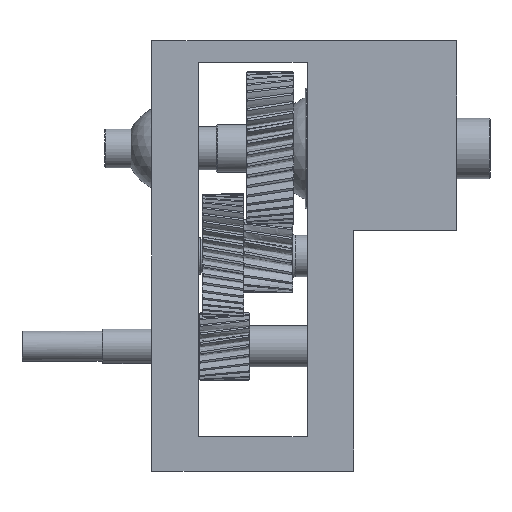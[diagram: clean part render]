
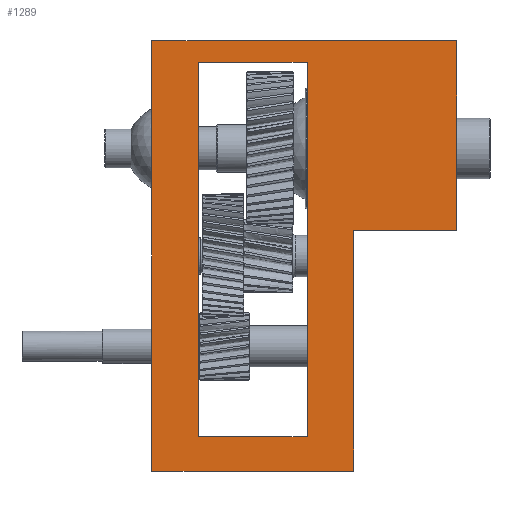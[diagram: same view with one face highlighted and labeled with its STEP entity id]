
A CAD part, front view. The second image highlights one B-rep face of the part: STEP entity #1289.
In plain terms, the highlighted planar face has unit normal (0, -1, 0).
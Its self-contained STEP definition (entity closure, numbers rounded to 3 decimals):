
#597 = VERTEX_POINT('',#598);
#598 = CARTESIAN_POINT('',(-122.312,-26.701,-250.));
#604 = EDGE_CURVE('',#605,#597,#607,.T.);
#605 = VERTEX_POINT('',#606);
#606 = CARTESIAN_POINT('',(-122.312,-26.701,250.));
#607 = LINE('',#608,#609);
#608 = CARTESIAN_POINT('',(-122.312,-26.701,-250.));
#609 = VECTOR('',#610,1.);
#610 = DIRECTION('',(0.,0.,-1.));
#678 = VERTEX_POINT('',#679);
#679 = CARTESIAN_POINT('',(58.088,-26.701,-210.));
#685 = EDGE_CURVE('',#686,#678,#688,.T.);
#686 = VERTEX_POINT('',#687);
#687 = CARTESIAN_POINT('',(58.088,-26.701,225.));
#688 = LINE('',#689,#690);
#689 = CARTESIAN_POINT('',(58.088,-26.701,-210.));
#690 = VECTOR('',#691,1.);
#691 = DIRECTION('',(0.,0.,-1.));
#858 = VERTEX_POINT('',#859);
#859 = CARTESIAN_POINT('',(232.088,-26.701,250.));
#865 = EDGE_CURVE('',#866,#858,#868,.T.);
#866 = VERTEX_POINT('',#867);
#867 = CARTESIAN_POINT('',(232.088,-26.701,30.));
#868 = LINE('',#869,#870);
#869 = CARTESIAN_POINT('',(232.088,-26.701,250.));
#870 = VECTOR('',#871,1.);
#871 = DIRECTION('',(0.,0.,1.));
#955 = VERTEX_POINT('',#956);
#956 = CARTESIAN_POINT('',(-68.312,-26.701,225.));
#962 = EDGE_CURVE('',#963,#955,#965,.T.);
#963 = VERTEX_POINT('',#964);
#964 = CARTESIAN_POINT('',(-68.312,-26.701,-210.));
#965 = LINE('',#966,#967);
#966 = CARTESIAN_POINT('',(-68.312,-26.701,210.));
#967 = VECTOR('',#968,1.);
#968 = DIRECTION('',(0.,0.,1.));
#1177 = EDGE_CURVE('',#678,#963,#1178,.T.);
#1178 = LINE('',#1179,#1180);
#1179 = CARTESIAN_POINT('',(-68.312,-26.701,-210.));
#1180 = VECTOR('',#1181,1.);
#1181 = DIRECTION('',(-1.,0.,0.));
#1194 = EDGE_CURVE('',#955,#686,#1195,.T.);
#1195 = LINE('',#1196,#1197);
#1196 = CARTESIAN_POINT('',(58.088,-26.701,225.));
#1197 = VECTOR('',#1198,1.);
#1198 = DIRECTION('',(1.,0.,0.));
#1211 = EDGE_CURVE('',#858,#605,#1212,.T.);
#1212 = LINE('',#1213,#1214);
#1213 = CARTESIAN_POINT('',(-122.312,-26.701,250.));
#1214 = VECTOR('',#1215,1.);
#1215 = DIRECTION('',(-1.,0.,0.));
#1228 = EDGE_CURVE('',#1229,#866,#1231,.T.);
#1229 = VERTEX_POINT('',#1230);
#1230 = CARTESIAN_POINT('',(112.088,-26.701,30.));
#1231 = LINE('',#1232,#1233);
#1232 = CARTESIAN_POINT('',(232.088,-26.701,30.));
#1233 = VECTOR('',#1234,1.);
#1234 = DIRECTION('',(1.,0.,0.));
#1253 = EDGE_CURVE('',#1254,#1229,#1256,.T.);
#1254 = VERTEX_POINT('',#1255);
#1255 = CARTESIAN_POINT('',(112.088,-26.701,-250.));
#1256 = LINE('',#1257,#1258);
#1257 = CARTESIAN_POINT('',(112.088,-26.701,250.));
#1258 = VECTOR('',#1259,1.);
#1259 = DIRECTION('',(0.,0.,1.));
#1278 = EDGE_CURVE('',#597,#1254,#1279,.T.);
#1279 = LINE('',#1280,#1281);
#1280 = CARTESIAN_POINT('',(112.088,-26.701,-250.));
#1281 = VECTOR('',#1282,1.);
#1282 = DIRECTION('',(1.,0.,0.));
#1289 = ADVANCED_FACE('',(#1290,#1298),#1304,.T.);
#1290 = FACE_BOUND('',#1291,.T.);
#1291 = EDGE_LOOP('',(#1292,#1293,#1294,#1295,#1296,#1297));
#1292 = ORIENTED_EDGE('',*,*,#604,.T.);
#1293 = ORIENTED_EDGE('',*,*,#1278,.T.);
#1294 = ORIENTED_EDGE('',*,*,#1253,.T.);
#1295 = ORIENTED_EDGE('',*,*,#1228,.T.);
#1296 = ORIENTED_EDGE('',*,*,#865,.T.);
#1297 = ORIENTED_EDGE('',*,*,#1211,.T.);
#1298 = FACE_BOUND('',#1299,.T.);
#1299 = EDGE_LOOP('',(#1300,#1301,#1302,#1303));
#1300 = ORIENTED_EDGE('',*,*,#1194,.T.);
#1301 = ORIENTED_EDGE('',*,*,#685,.T.);
#1302 = ORIENTED_EDGE('',*,*,#1177,.T.);
#1303 = ORIENTED_EDGE('',*,*,#962,.T.);
#1304 = PLANE('',#1305);
#1305 = AXIS2_PLACEMENT_3D('',#1306,#1307,#1308);
#1306 = CARTESIAN_POINT('',(-5.112,-26.701,
    0.));
#1307 = DIRECTION('',(0.,-1.,0.));
#1308 = DIRECTION('',(0.,0.,-1.));
